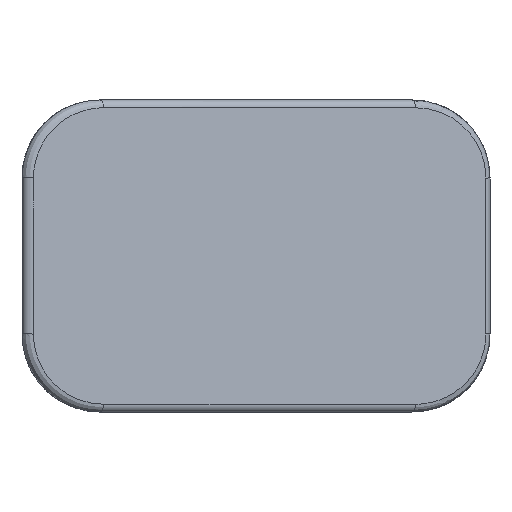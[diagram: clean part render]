
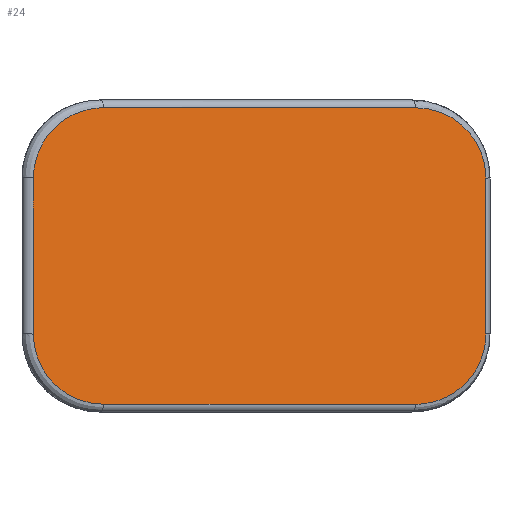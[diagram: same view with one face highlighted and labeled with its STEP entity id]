
A CAD part, left-side view. The second image highlights one B-rep face of the part: STEP entity #24.
In plain terms, the highlighted planar face has unit normal (-0.883, -0.469, 0).
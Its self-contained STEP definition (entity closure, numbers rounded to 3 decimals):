
#24=ADVANCED_FACE('',(#50),#382,.T.);
#50=FACE_OUTER_BOUND('',#76,.T.);
#76=EDGE_LOOP('',(#102,#103,#104,#105,#106,#107,#108,#109));
#102=ORIENTED_EDGE('',*,*,#247,.F.);
#103=ORIENTED_EDGE('',*,*,#266,.T.);
#104=ORIENTED_EDGE('',*,*,#232,.F.);
#105=ORIENTED_EDGE('',*,*,#214,.F.);
#106=ORIENTED_EDGE('',*,*,#237,.F.);
#107=ORIENTED_EDGE('',*,*,#215,.T.);
#108=ORIENTED_EDGE('',*,*,#240,.F.);
#109=ORIENTED_EDGE('',*,*,#243,.F.);
#214=EDGE_CURVE('',#329,#330,#320,.T.);
#215=EDGE_CURVE('',#328,#332,#321,.T.);
#232=EDGE_CURVE('',#330,#331,#282,.T.);
#237=EDGE_CURVE('',#328,#329,#287,.T.);
#240=EDGE_CURVE('',#327,#332,#290,.T.);
#243=EDGE_CURVE('',#326,#327,#293,.T.);
#247=EDGE_CURVE('',#333,#326,#297,.T.);
#266=EDGE_CURVE('',#333,#331,#316,.T.);
#282=(
BOUNDED_CURVE()
B_SPLINE_CURVE(3,(#788,#789,#790,#791,#792,#793,#794,#795,#796,#797,#798),
 .UNSPECIFIED.,.F.,.F.)
B_SPLINE_CURVE_WITH_KNOTS((4,1,1,1,1,1,1,1,4),(5.319,27.852,
45.511,63.171,86.456,109.741,121.445,
133.149,156.207),.UNSPECIFIED.)
CURVE()
GEOMETRIC_REPRESENTATION_ITEM()
RATIONAL_B_SPLINE_CURVE((1.,1.,1.,1.,1.,1.,
1.,1.,1.,1.,1.))
REPRESENTATION_ITEM('')
);
#287=(
BOUNDED_CURVE()
B_SPLINE_CURVE(3,(#818,#819,#820,#821,#822,#823,#824,#825,#826),
 .UNSPECIFIED.,.F.,.F.)
B_SPLINE_CURVE_WITH_KNOTS((4,1,1,1,1,1,4),(0.,22.3,
45.095,68.513,92.354,124.383,150.888),
 .UNSPECIFIED.)
CURVE()
GEOMETRIC_REPRESENTATION_ITEM()
RATIONAL_B_SPLINE_CURVE((1.,1.,1.,1.,1.,1.,1.,1.,1.))
REPRESENTATION_ITEM('')
);
#290=(
BOUNDED_CURVE()
B_SPLINE_CURVE(3,(#839,#840,#841,#842,#843,#844,#845,#846,#847),
 .UNSPECIFIED.,.F.,.F.)
B_SPLINE_CURVE_WITH_KNOTS((4,1,1,1,1,1,4),(-5.319,21.186,
53.215,77.056,100.474,123.269,145.569),
 .UNSPECIFIED.)
CURVE()
GEOMETRIC_REPRESENTATION_ITEM()
RATIONAL_B_SPLINE_CURVE((1.,1.,1.,1.,1.,
1.,1.,1.,1.))
REPRESENTATION_ITEM('')
);
#293=(
BOUNDED_CURVE()
B_SPLINE_CURVE(1,(#860,#861),.UNSPECIFIED.,.F.,.F.)
B_SPLINE_CURVE_WITH_KNOTS((2,2),(-5.317,447.711),
 .UNSPECIFIED.)
CURVE()
GEOMETRIC_REPRESENTATION_ITEM()
RATIONAL_B_SPLINE_CURVE((1.,1.))
REPRESENTATION_ITEM('')
);
#297=(
BOUNDED_CURVE()
B_SPLINE_CURVE(3,(#870,#871,#872,#873,#874,#875,#876,#877,#878,#879,#880),
 .UNSPECIFIED.,.F.,.F.)
B_SPLINE_CURVE_WITH_KNOTS((4,1,1,1,1,1,1,1,4),(0.,23.058,
34.762,46.466,69.751,93.036,110.695,
128.355,150.888),.UNSPECIFIED.)
CURVE()
GEOMETRIC_REPRESENTATION_ITEM()
RATIONAL_B_SPLINE_CURVE((1.,1.,1.,1.,1.,1.,
1.,1.,1.,1.,1.))
REPRESENTATION_ITEM('')
);
#316=(
BOUNDED_CURVE()
B_SPLINE_CURVE(1,(#954,#955),.UNSPECIFIED.,.F.,.F.)
B_SPLINE_CURVE_WITH_KNOTS((2,2),(0.,200.),
 .UNSPECIFIED.)
CURVE()
GEOMETRIC_REPRESENTATION_ITEM()
RATIONAL_B_SPLINE_CURVE((1.,1.))
REPRESENTATION_ITEM('')
);
#320=B_SPLINE_CURVE_WITH_KNOTS('',1,(#748,#749),.UNSPECIFIED.,.F.,.F.,(2,
2),(5.317,458.345),.UNSPECIFIED.);
#321=B_SPLINE_CURVE_WITH_KNOTS('',1,(#750,#751),.UNSPECIFIED.,.F.,.F.,(2,
2),(0.,200.),.UNSPECIFIED.);
#326=VERTEX_POINT('',#716);
#327=VERTEX_POINT('',#717);
#328=VERTEX_POINT('',#718);
#329=VERTEX_POINT('',#719);
#330=VERTEX_POINT('',#720);
#331=VERTEX_POINT('',#721);
#332=VERTEX_POINT('',#722);
#333=VERTEX_POINT('',#723);
#382=PLANE('',#404);
#404=AXIS2_PLACEMENT_3D('',#414,#409,$);
#409=DIRECTION('',(-0.883,-0.469,0.));
#414=CARTESIAN_POINT('',(315.573,-6.,404.));
#716=CARTESIAN_POINT('',(261.708,95.305,10.));
#717=CARTESIAN_POINT('',(49.024,495.305,10.));
#718=CARTESIAN_POINT('',(1.171,585.305,300.));
#719=CARTESIAN_POINT('',(49.024,495.305,390.));
#720=CARTESIAN_POINT('',(261.708,95.305,390.));
#721=CARTESIAN_POINT('',(309.562,5.305,300.));
#722=CARTESIAN_POINT('',(1.171,585.305,100.));
#723=CARTESIAN_POINT('',(309.562,5.305,100.));
#748=CARTESIAN_POINT('',(49.024,495.305,390.));
#749=CARTESIAN_POINT('',(261.708,95.305,390.));
#750=CARTESIAN_POINT('',(1.171,585.305,300.));
#751=CARTESIAN_POINT('',(1.171,585.305,100.));
#788=CARTESIAN_POINT('',(261.708,95.305,390.));
#789=CARTESIAN_POINT('',(265.234,88.674,390.));
#790=CARTESIAN_POINT('',(271.524,76.844,388.692));
#791=CARTESIAN_POINT('',(280.267,60.4,383.461));
#792=CARTESIAN_POINT('',(288.614,44.702,375.212));
#793=CARTESIAN_POINT('',(296.79,29.327,362.512));
#794=CARTESIAN_POINT('',(302.699,18.214,347.51));
#795=CARTESIAN_POINT('',(306.198,11.632,333.802));
#796=CARTESIAN_POINT('',(308.763,6.808,319.269));
#797=CARTESIAN_POINT('',(309.564,5.301,307.687));
#798=CARTESIAN_POINT('',(309.562,5.305,300.));
#818=CARTESIAN_POINT('',(1.171,585.305,300.));
#819=CARTESIAN_POINT('',(1.169,585.308,307.433));
#820=CARTESIAN_POINT('',(2.171,583.423,322.462));
#821=CARTESIAN_POINT('',(6.57,575.15,343.524));
#822=CARTESIAN_POINT('',(13.553,562.017,361.773));
#823=CARTESIAN_POINT('',(23.581,543.158,377.663));
#824=CARTESIAN_POINT('',(35.718,520.332,387.762));
#825=CARTESIAN_POINT('',(44.876,503.107,389.999));
#826=CARTESIAN_POINT('',(49.024,495.305,390.));
#839=CARTESIAN_POINT('',(49.024,495.305,10.));
#840=CARTESIAN_POINT('',(44.876,503.107,10.001));
#841=CARTESIAN_POINT('',(35.718,520.332,12.238));
#842=CARTESIAN_POINT('',(23.581,543.158,22.337));
#843=CARTESIAN_POINT('',(13.553,562.017,38.227));
#844=CARTESIAN_POINT('',(6.57,575.15,56.476));
#845=CARTESIAN_POINT('',(2.171,583.423,77.538));
#846=CARTESIAN_POINT('',(1.169,585.308,92.567));
#847=CARTESIAN_POINT('',(1.171,585.305,100.));
#860=CARTESIAN_POINT('',(261.708,95.305,10.));
#861=CARTESIAN_POINT('',(49.024,495.305,10.));
#870=CARTESIAN_POINT('',(309.562,5.305,100.));
#871=CARTESIAN_POINT('',(309.564,5.301,92.313));
#872=CARTESIAN_POINT('',(308.763,6.808,80.732));
#873=CARTESIAN_POINT('',(306.198,11.631,66.198));
#874=CARTESIAN_POINT('',(302.698,18.214,52.49));
#875=CARTESIAN_POINT('',(296.79,29.326,37.487));
#876=CARTESIAN_POINT('',(288.614,44.702,24.788));
#877=CARTESIAN_POINT('',(280.268,60.4,16.539));
#878=CARTESIAN_POINT('',(271.524,76.844,11.308));
#879=CARTESIAN_POINT('',(265.234,88.673,10.));
#880=CARTESIAN_POINT('',(261.708,95.305,10.));
#954=CARTESIAN_POINT('',(309.562,5.305,100.));
#955=CARTESIAN_POINT('',(309.562,5.305,300.));
